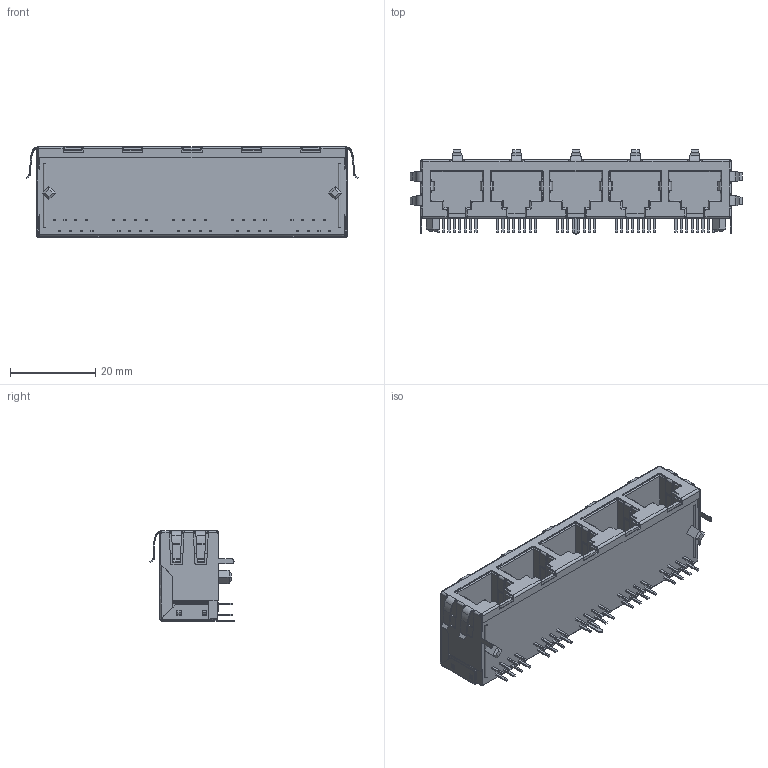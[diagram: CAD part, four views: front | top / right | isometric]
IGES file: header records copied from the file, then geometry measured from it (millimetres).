
Start section: SolidWorks IGES file using analytic representation for surfaces
Global section: file name: GSGX-NS7-588-368.IGS; native system: SolidWorks 2020; preprocessor: SolidWorks 2020; author: Dan; date: 200331.081611; units: millimetre
Bounding box: 78.03 x 19.75 x 21.27 mm (x, y, z)
Surface area: 15466.2 mm2 (no closed solid volume)
Topology: 0 solids, 0 shells, 1107 faces, 7740 edges, 7736 vertices
Faces by surface type: bspline 741, revolution 366
